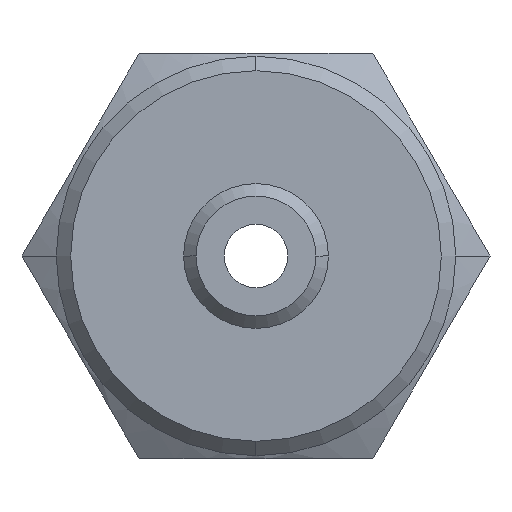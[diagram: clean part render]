
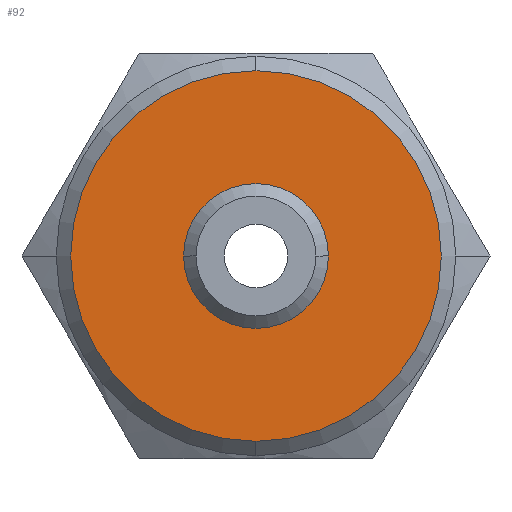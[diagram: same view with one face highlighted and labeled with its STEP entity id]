
A CAD part, front view. The second image highlights one B-rep face of the part: STEP entity #92.
In plain terms, the highlighted planar face has unit normal (0, -1, 0).
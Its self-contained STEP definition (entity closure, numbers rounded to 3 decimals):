
#92=ADVANCED_FACE('',(#193,#194),#195,.T.);
#193=FACE_OUTER_BOUND('',#302,.T.);
#194=FACE_BOUND('',#303,.T.);
#195=PLANE('',#304);
#302=EDGE_LOOP('',(#497,#498,#499));
#303=EDGE_LOOP('',(#500,#501));
#304=AXIS2_PLACEMENT_3D('',#502,#503,#504);
#497=ORIENTED_EDGE('',*,*,#689,.F.);
#498=ORIENTED_EDGE('',*,*,#688,.F.);
#499=ORIENTED_EDGE('',*,*,#714,.F.);
#500=ORIENTED_EDGE('',*,*,#715,.F.);
#501=ORIENTED_EDGE('',*,*,#716,.F.);
#502=CARTESIAN_POINT('',(0.0,-2.3,0.0));
#503=DIRECTION('',(0.0,-1.0,0.0));
#504=DIRECTION('',(0.0,0.0,-1.0));
#688=EDGE_CURVE('',#826,#829,#830,.T.);
#689=EDGE_CURVE('',#829,#831,#832,.T.);
#714=EDGE_CURVE('',#831,#826,#864,.T.);
#715=EDGE_CURVE('',#865,#866,#867,.T.);
#716=EDGE_CURVE('',#866,#865,#868,.T.);
#826=VERTEX_POINT('',#1034);
#829=VERTEX_POINT('',#1038);
#830=CIRCLE('',#1039,6.4);
#831=VERTEX_POINT('',#1040);
#832=CIRCLE('',#1041,6.4);
#864=CIRCLE('',#1115,6.4);
#865=VERTEX_POINT('',#1116);
#866=VERTEX_POINT('',#1117);
#867=CIRCLE('',#1118,2.5);
#868=CIRCLE('',#1119,2.5);
#1034=CARTESIAN_POINT('',(0.,-2.3,-6.4));
#1038=CARTESIAN_POINT('',(-6.4,-2.3,0.0));
#1039=AXIS2_PLACEMENT_3D('',#1265,#1266,#1267);
#1040=CARTESIAN_POINT('',(0.,-2.3,6.4));
#1041=AXIS2_PLACEMENT_3D('',#1268,#1269,#1270);
#1115=AXIS2_PLACEMENT_3D('',#1298,#1299,#1300);
#1116=CARTESIAN_POINT('',(-2.5,-2.3,0.0));
#1117=CARTESIAN_POINT('',(2.5,-2.3,0.));
#1118=AXIS2_PLACEMENT_3D('',#1301,#1302,#1303);
#1119=AXIS2_PLACEMENT_3D('',#1304,#1305,#1306);
#1265=CARTESIAN_POINT('',(0.,-2.3,0.));
#1266=DIRECTION('',(-0.0,1.0,0.0));
#1267=DIRECTION('',(1.0,0.0,0.0));
#1268=CARTESIAN_POINT('',(0.,-2.3,0.));
#1269=DIRECTION('',(-0.0,1.0,0.0));
#1270=DIRECTION('',(1.0,0.0,0.0));
#1298=CARTESIAN_POINT('',(0.,-2.3,0.));
#1299=DIRECTION('',(-0.0,1.0,0.0));
#1300=DIRECTION('',(1.0,0.0,0.0));
#1301=CARTESIAN_POINT('',(0.0,-2.3,0.0));
#1302=DIRECTION('',(0.0,-1.0,0.0));
#1303=DIRECTION('',(-1.0,0.0,0.0));
#1304=CARTESIAN_POINT('',(0.0,-2.3,0.0));
#1305=DIRECTION('',(0.0,-1.0,0.0));
#1306=DIRECTION('',(-1.0,0.0,0.0));
